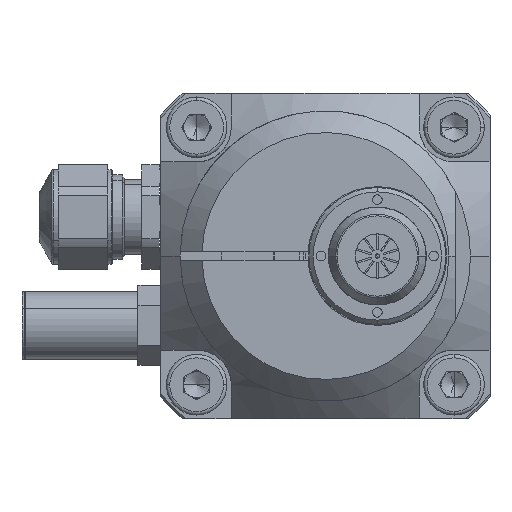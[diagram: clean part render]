
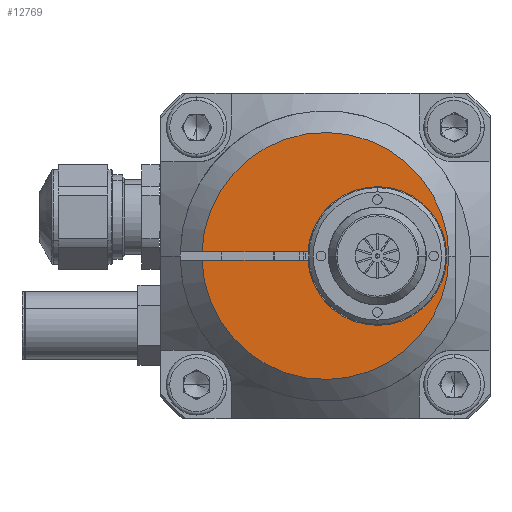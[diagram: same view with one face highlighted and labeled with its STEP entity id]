
A CAD part, left-side view. The second image highlights one B-rep face of the part: STEP entity #12769.
In plain terms, the highlighted planar face has unit normal (-1, 0, 0).
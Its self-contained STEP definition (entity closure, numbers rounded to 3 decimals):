
#173 = EDGE_CURVE ( 'NONE', #2083, #2099, #3553, .T. ) ;
#809 = AXIS2_PLACEMENT_3D ( 'NONE', #5574, #5579, #5580 ) ;
#1908 = AXIS2_PLACEMENT_3D ( 'NONE', #17089, #17090, #17091 ) ;
#1924 = AXIS2_PLACEMENT_3D ( 'NONE', #17193, #17194, #17195 ) ;
#2083 = VERTEX_POINT ( 'NONE', #18732 ) ;
#2099 = VERTEX_POINT ( 'NONE', #18748 ) ;
#2186 = VERTEX_POINT ( 'NONE', #18835 ) ;
#2187 = VERTEX_POINT ( 'NONE', #18836 ) ;
#2197 = VERTEX_POINT ( 'NONE', #10207 ) ;
#3278 = EDGE_LOOP ( 'NONE', ( #19541, #19542, #19543, #19549, #19559 ) ) ;
#3553 = CIRCLE ( 'NONE', #16552, 14.25 ) ;
#5574 = CARTESIAN_POINT ( 'NONE',  ( 0., 0., 0. ) ) ;
#5576 = PLANE ( 'NONE',  #809 ) ;
#5579 = DIRECTION ( 'NONE',  ( 1., 0., 0. ) ) ;
#5580 = DIRECTION ( 'NONE',  ( 0., -1., 0. ) ) ;
#10207 = CARTESIAN_POINT ( 'NONE',  ( 0., 1.984, 0.5 ) ) ;
#10644 = CIRCLE ( 'NONE', #1908, 14.25 ) ;
#10754 = CIRCLE ( 'NONE', #1924, 8. ) ;
#10756 = LINE ( 'NONE', #17186, #10761 ) ;
#10759 = LINE ( 'NONE', #17196, #10765 ) ;
#10761 = VECTOR ( 'NONE', #17187, 1000. ) ;
#10765 = VECTOR ( 'NONE', #17197, 1000. ) ;
#12769 = ADVANCED_FACE ( 'NONE', ( #15984 ), #5576, .F. ) ;
#13529 = CARTESIAN_POINT ( 'NONE',  ( 0., 0., 0. ) ) ;
#13530 = DIRECTION ( 'NONE',  ( -1., 0., 0. ) ) ;
#13531 = DIRECTION ( 'NONE',  ( 0., -1., 0. ) ) ;
#15984 = FACE_OUTER_BOUND ( 'NONE', #3278, .T. ) ;
#16552 = AXIS2_PLACEMENT_3D ( 'NONE', #13529, #13530, #13531 ) ;
#17089 = CARTESIAN_POINT ( 'NONE',  ( 0., 0., 0. ) ) ;
#17090 = DIRECTION ( 'NONE',  ( -1., 0., 0. ) ) ;
#17091 = DIRECTION ( 'NONE',  ( 0., -1., 0. ) ) ;
#17186 = CARTESIAN_POINT ( 'NONE',  ( 0., 20., 0.5 ) ) ;
#17187 = DIRECTION ( 'NONE',  ( 0., 1., 0. ) ) ;
#17193 = CARTESIAN_POINT ( 'NONE',  ( 0., -6., 0. ) ) ;
#17194 = DIRECTION ( 'NONE',  ( -1., 0., 0. ) ) ;
#17195 = DIRECTION ( 'NONE',  ( 0., 1., 0. ) ) ;
#17196 = CARTESIAN_POINT ( 'NONE',  ( 0., 20., -0.5 ) ) ;
#17197 = DIRECTION ( 'NONE',  ( 0., 1., 0. ) ) ;
#18732 = CARTESIAN_POINT ( 'NONE',  ( 0., -14.25, 0. ) ) ;
#18748 = CARTESIAN_POINT ( 'NONE',  ( 0., 14.241, 0.5 ) ) ;
#18835 = CARTESIAN_POINT ( 'NONE',  ( 0., 14.241, -0.5 ) ) ;
#18836 = CARTESIAN_POINT ( 'NONE',  ( 0., 1.984, -0.5 ) ) ;
#19462 = EDGE_CURVE ( 'NONE', #2186, #2083, #10644, .T. ) ;
#19500 = EDGE_CURVE ( 'NONE', #2187, #2197, #10754, .T. ) ;
#19501 = EDGE_CURVE ( 'NONE', #2197, #2099, #10756, .T. ) ;
#19502 = EDGE_CURVE ( 'NONE', #2187, #2186, #10759, .T. ) ;
#19541 = ORIENTED_EDGE ( 'NONE', *, *, #19502, .T. ) ;
#19542 = ORIENTED_EDGE ( 'NONE', *, *, #19462, .T. ) ;
#19543 = ORIENTED_EDGE ( 'NONE', *, *, #173, .T. ) ;
#19549 = ORIENTED_EDGE ( 'NONE', *, *, #19501, .F. ) ;
#19559 = ORIENTED_EDGE ( 'NONE', *, *, #19500, .F. ) ;
